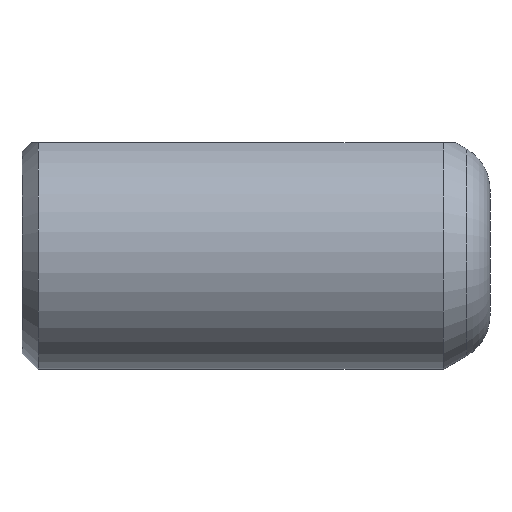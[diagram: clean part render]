
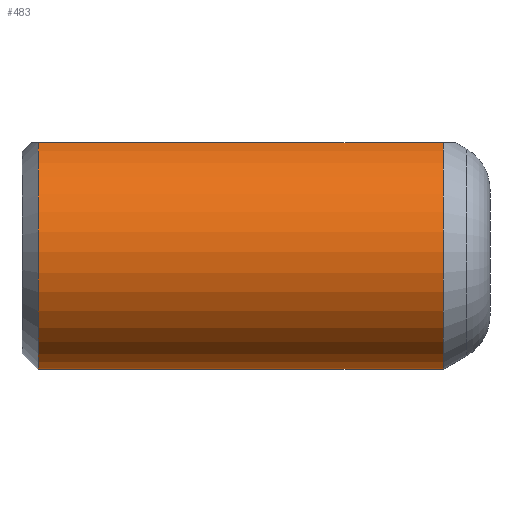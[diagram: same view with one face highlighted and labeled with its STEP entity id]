
A CAD part, front view. The second image highlights one B-rep face of the part: STEP entity #483.
In plain terms, the highlighted cylindrical face has radius 2.5 mm (diameter 5 mm), a partial arc.
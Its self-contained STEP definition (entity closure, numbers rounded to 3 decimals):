
#1 = DIRECTION ( 'NONE',  ( -1., 0., 0. ) ) ;
#13 = DIRECTION ( 'NONE',  ( 0., -0.341, 0.94 ) ) ;
#16 = CARTESIAN_POINT ( 'NONE',  ( 9., 0., 0. ) ) ;
#67 = AXIS2_PLACEMENT_3D ( 'NONE', #321, #468, #13 ) ;
#90 = EDGE_LOOP ( 'NONE', ( #228, #316, #275, #172 ) ) ;
#127 = VECTOR ( 'NONE', #1, 1000. ) ;
#144 = CARTESIAN_POINT ( 'NONE',  ( 10., 0., -2.5 ) ) ;
#154 = DIRECTION ( 'NONE',  ( 1., 0., 0. ) ) ;
#162 = CARTESIAN_POINT ( 'NONE',  ( 0.35, 0., -2.5 ) ) ;
#171 = VECTOR ( 'NONE', #154, 1000. ) ;
#172 = ORIENTED_EDGE ( 'NONE', *, *, #222, .T. ) ;
#174 = EDGE_CURVE ( 'NONE', #238, #311, #454, .T. ) ;
#183 = LINE ( 'NONE', #186, #127 ) ;
#186 = CARTESIAN_POINT ( 'NONE',  ( 9., -0.853, 2.35 ) ) ;
#206 = FACE_OUTER_BOUND ( 'NONE', #90, .T. ) ;
#209 = CARTESIAN_POINT ( 'NONE',  ( 10., 0., 0. ) ) ;
#222 = EDGE_CURVE ( 'NONE', #238, #413, #183, .T. ) ;
#228 = ORIENTED_EDGE ( 'NONE', *, *, #459, .T. ) ;
#238 = VERTEX_POINT ( 'NONE', #263 ) ;
#263 = CARTESIAN_POINT ( 'NONE',  ( 9., -0.853, 2.35 ) ) ;
#275 = ORIENTED_EDGE ( 'NONE', *, *, #174, .F. ) ;
#291 = DIRECTION ( 'NONE',  ( 0., 0.341, 0.94 ) ) ;
#307 = EDGE_CURVE ( 'NONE', #411, #311, #384, .T. ) ;
#308 = AXIS2_PLACEMENT_3D ( 'NONE', #16, #332, #291 ) ;
#311 = VERTEX_POINT ( 'NONE', #414 ) ;
#316 = ORIENTED_EDGE ( 'NONE', *, *, #307, .T. ) ;
#321 = CARTESIAN_POINT ( 'NONE',  ( 0.35, 0., 0. ) ) ;
#325 = DIRECTION ( 'NONE',  ( 1., 0., 0. ) ) ;
#332 = DIRECTION ( 'NONE',  ( 1., 0., 0. ) ) ;
#342 = CIRCLE ( 'NONE', #67, 2.5 ) ;
#353 = CYLINDRICAL_SURFACE ( 'NONE', #360, 2.5 ) ;
#360 = AXIS2_PLACEMENT_3D ( 'NONE', #209, #325, #480 ) ;
#384 = LINE ( 'NONE', #144, #171 ) ;
#411 = VERTEX_POINT ( 'NONE', #162 ) ;
#413 = VERTEX_POINT ( 'NONE', #462 ) ;
#414 = CARTESIAN_POINT ( 'NONE',  ( 9., 0., -2.5 ) ) ;
#454 = CIRCLE ( 'NONE', #308, 2.5 ) ;
#459 = EDGE_CURVE ( 'NONE', #413, #411, #342, .T. ) ;
#462 = CARTESIAN_POINT ( 'NONE',  ( 0.35, -0.853, 2.35 ) ) ;
#468 = DIRECTION ( 'NONE',  ( 1., 0., 0. ) ) ;
#480 = DIRECTION ( 'NONE',  ( 0., 0., -1. ) ) ;
#483 = ADVANCED_FACE ( 'NONE', ( #206 ), #353, .T. ) ;
